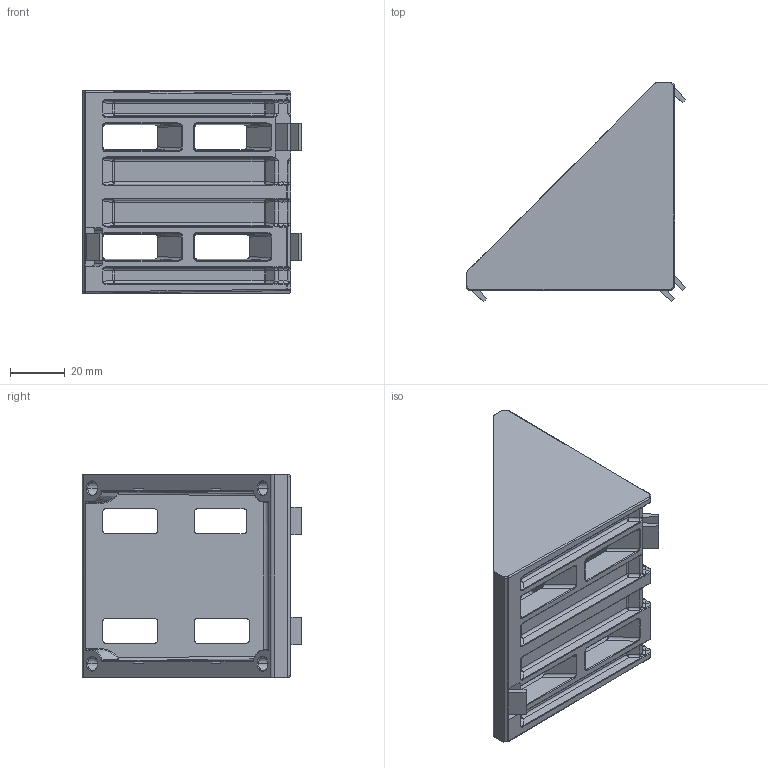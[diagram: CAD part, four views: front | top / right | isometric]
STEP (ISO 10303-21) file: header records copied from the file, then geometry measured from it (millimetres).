
FILE_DESCRIPTION (( 'STEP AP214' ), '1' );
FILE_NAME ('093w806n10s03.STEP', '2014-08-20T12:57:31', ( '' ), ( '' ), 'SwSTEP 2.0', 'SolidWorks 2014', '' );
FILE_SCHEMA (( 'AUTOMOTIVE_DESIGN' ));
Length unit declared in the file: millimetre
Products named in the file (1): 093w806n10s03
Bounding box: 79.98 x 79.98 x 74 mm (x, y, z)
Volume: 80946.7 mm3; surface area: 37483.6 mm2
Topology: 1 solids, 1 shells, 688 faces, 1657 edges, 952 vertices
Faces by surface type: cylinder 263, bspline 199, plane 152, sphere 42, cone 28, torus 4
Entity records: 22969 total; most frequent: CARTESIAN_POINT 8879, ORIENTED_EDGE 3266, DIRECTION 2632, EDGE_CURVE 1633, AXIS2_PLACEMENT_3D 975, VERTEX_POINT 952, EDGE_LOOP 709, ADVANCED_FACE 688
